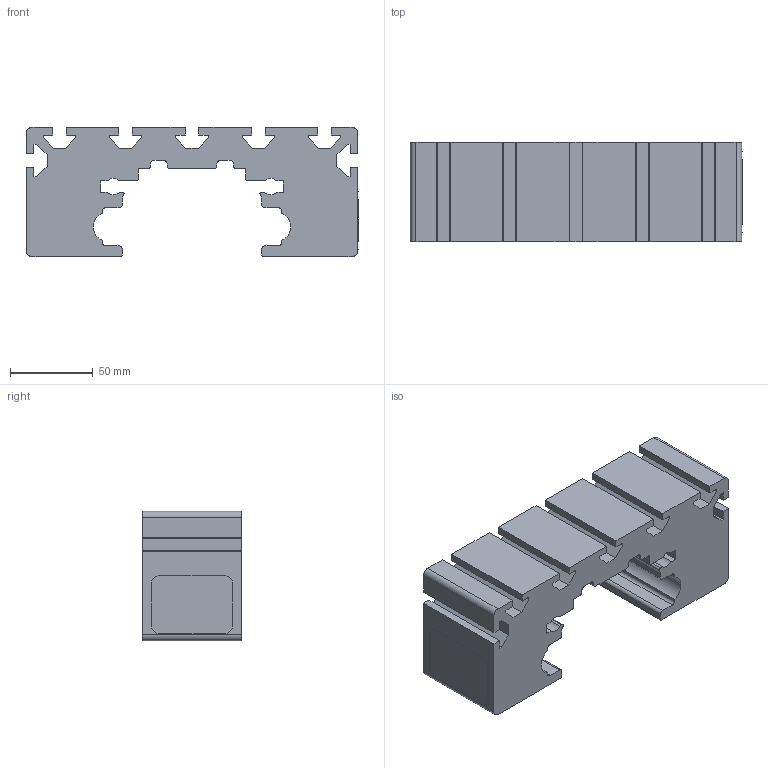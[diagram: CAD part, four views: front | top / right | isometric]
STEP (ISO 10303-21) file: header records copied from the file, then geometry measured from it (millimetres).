
FILE_DESCRIPTION((''),'2;1');
FILE_NAME('SL0081N.ipt.step','2007-09-10T15:13:12',(''),(''),'Autodesk Inventor 11','Autodesk Inventor 11','');
FILE_SCHEMA(('AUTOMOTIVE_DESIGN { 1 0 10303 214 1 1 1 1 }'));
Length unit declared in the file: millimetre
Products named in the file (1): SL0081N
Bounding box: 200.2 x 60 x 78 mm (x, y, z)
Volume: 552204.8 mm3; surface area: 81993.8 mm2
Topology: 1 solids, 1 shells, 162 faces, 474 edges, 316 vertices
Faces by surface type: plane 115, cylinder 38, bspline 9
Entity records: 5417 total; most frequent: CARTESIAN_POINT 1036, ORIENTED_EDGE 948, DIRECTION 866, EDGE_CURVE 474, VECTOR 390, LINE 390, VERTEX_POINT 316, AXIS2_PLACEMENT_3D 238
